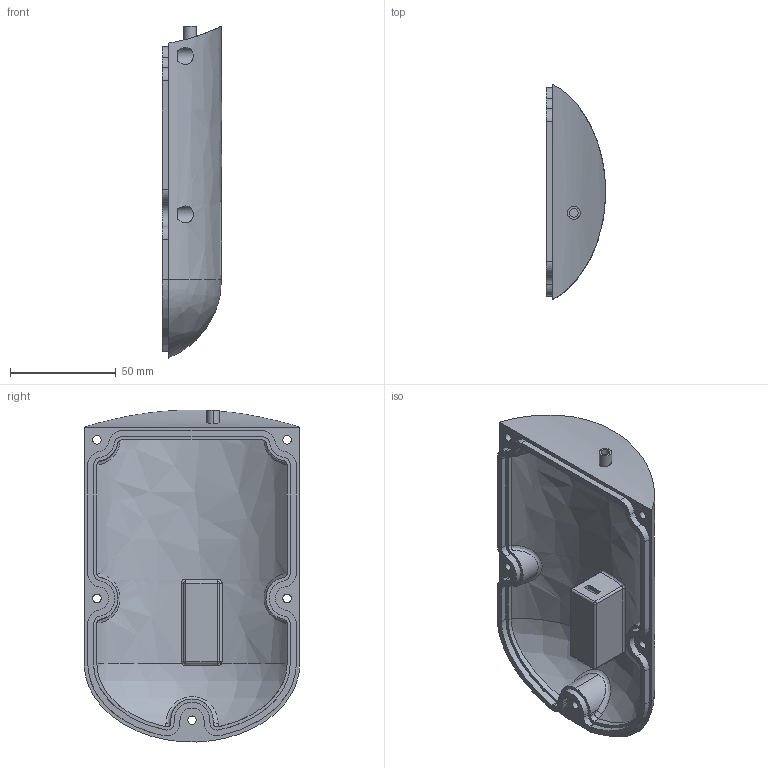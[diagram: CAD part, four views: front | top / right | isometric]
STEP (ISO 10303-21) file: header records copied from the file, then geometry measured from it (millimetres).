
FILE_DESCRIPTION (( 'STEP AP214' ), '1' );
FILE_NAME ('Front_Lid.STEP', '2018-06-19T12:33:52', ( '' ), ( '' ), 'SwSTEP 2.0', 'SolidWorks 2016', '' );
FILE_SCHEMA (( 'AUTOMOTIVE_DESIGN' ));
Length unit declared in the file: millimetre
Products named in the file (1): Front_Lid
Bounding box: 28 x 101.97 x 157.05 mm (x, y, z)
Volume: 89963.7 mm3; surface area: 47345.1 mm2
Topology: 1 solids, 2 shells, 172 faces, 452 edges, 290 vertices
Faces by surface type: cylinder 89, plane 53, bspline 26, sphere 4
Entity records: 9146 total; most frequent: CARTESIAN_POINT 5003, ORIENTED_EDGE 896, DIRECTION 799, EDGE_CURVE 448, AXIS2_PLACEMENT_3D 293, VERTEX_POINT 290, LINE 213, VECTOR 213
